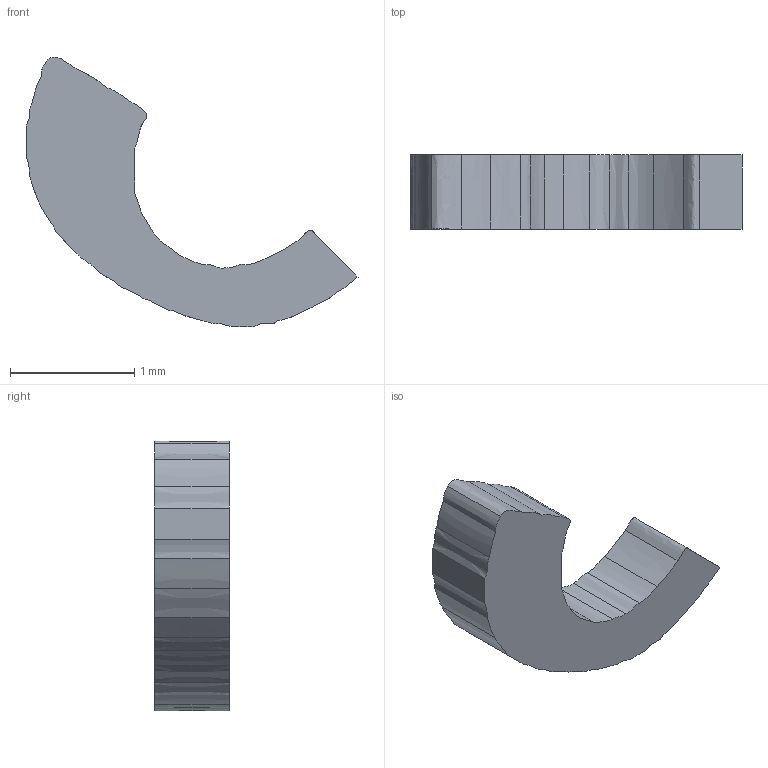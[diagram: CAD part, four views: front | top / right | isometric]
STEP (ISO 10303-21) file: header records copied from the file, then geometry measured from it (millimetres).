
FILE_DESCRIPTION(('FreeCAD Model'),'2;1');
FILE_NAME('Open CASCADE Shape Model','2025-08-12T00:58:11',(''),(''), 'Open CASCADE STEP processor 7.8','FreeCAD','Unknown');
FILE_SCHEMA(('AUTOMOTIVE_DESIGN { 1 0 10303 214 1 1 1 1 }'));
Length unit declared in the file: millimetre
Products named in the file (1): Arm_goose_eye
Bounding box: 2.68 x 0.6 x 2.17 mm (x, y, z)
Volume: 1.2 mm3; surface area: 9.1 mm2
Topology: 1 solids, 1 shells, 38 faces, 108 edges, 72 vertices
Faces by surface type: extrusion 36, plane 2
Entity records: 2890 total; most frequent: CARTESIAN_POINT 975, DIRECTION 222, ORIENTED_EDGE 216, VECTOR 216, PCURVE 216, DEFINITIONAL_REPRESENTATION 216, LINE 180, B_SPLINE_CURVE_WITH_KNOTS 180
